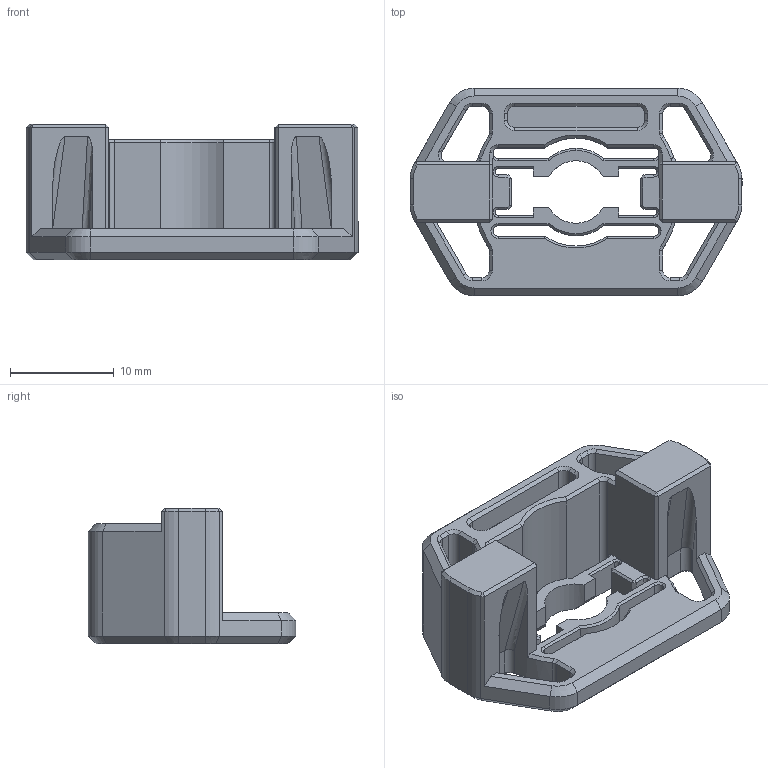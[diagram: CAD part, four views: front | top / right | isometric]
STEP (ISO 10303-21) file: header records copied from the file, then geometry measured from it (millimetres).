
FILE_DESCRIPTION (( 'STEP AP203' ), '1' );
FILE_NAME ('lock_body 8.5.STEP', '2020-09-18T18:34:35', ( '' ), ( '' ), 'SwSTEP 2.0', 'SolidWorks 2019', '' );
FILE_SCHEMA (( 'CONFIG_CONTROL_DESIGN' ));
Length unit declared in the file: millimetre
Products named in the file (1): lock_body 8.5
Bounding box: 32 x 20 x 13.1 mm (x, y, z)
Volume: 2746.5 mm3; surface area: 3042.8 mm2
Topology: 1 solids, 1 shells, 338 faces, 838 edges, 499 vertices
Faces by surface type: plane 177, cone 84, cylinder 65, bspline 12
Entity records: 10490 total; most frequent: CARTESIAN_POINT 2494, ORIENTED_EDGE 1676, DIRECTION 1619, EDGE_CURVE 838, VECTOR 563, LINE 563, AXIS2_PLACEMENT_3D 528, VERTEX_POINT 499
